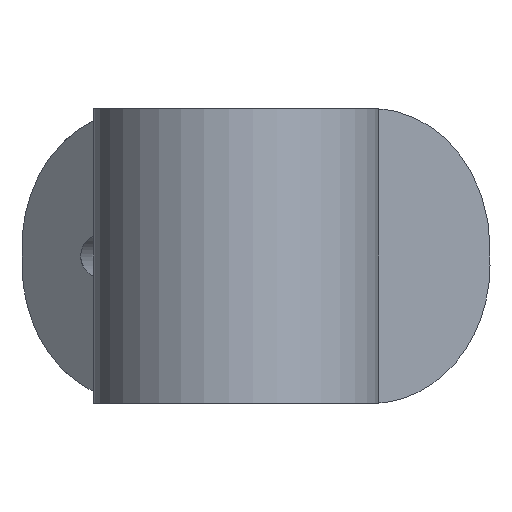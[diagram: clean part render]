
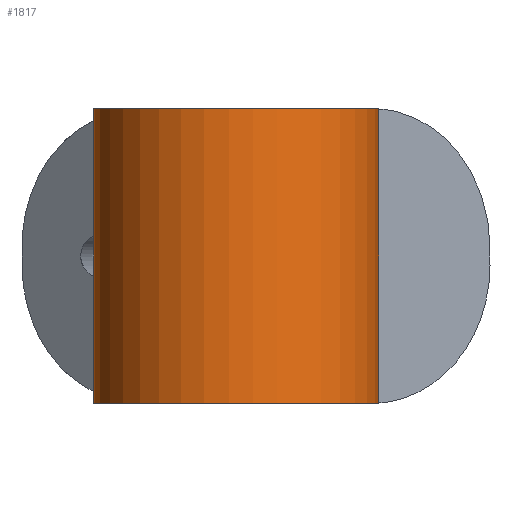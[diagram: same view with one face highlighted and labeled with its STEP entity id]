
A CAD part, front view. The second image highlights one B-rep face of the part: STEP entity #1817.
In plain terms, the highlighted cylindrical face has radius 6.2 mm (diameter 12.4 mm), a partial arc.
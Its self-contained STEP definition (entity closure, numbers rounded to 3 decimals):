
#245=FACE_OUTER_BOUND('',#354,.T.);
#354=EDGE_LOOP('',(#1214,#1215,#1216,#1217));
#469=LINE('',#2459,#579);
#471=LINE('',#2467,#581);
#579=VECTOR('',#2085,10.);
#581=VECTOR('',#2093,10.);
#691=CIRCLE('',#1952,6.2);
#692=CIRCLE('',#1953,6.2);
#737=VERTEX_POINT('',#2456);
#738=VERTEX_POINT('',#2458);
#740=VERTEX_POINT('',#2464);
#741=VERTEX_POINT('',#2466);
#920=EDGE_CURVE('',#737,#738,#469,.T.);
#923=EDGE_CURVE('',#737,#740,#691,.T.);
#924=EDGE_CURVE('',#741,#740,#471,.T.);
#925=EDGE_CURVE('',#741,#738,#692,.T.);
#1214=ORIENTED_EDGE('',*,*,#920,.F.);
#1215=ORIENTED_EDGE('',*,*,#923,.T.);
#1216=ORIENTED_EDGE('',*,*,#924,.F.);
#1217=ORIENTED_EDGE('',*,*,#925,.T.);
#1793=CYLINDRICAL_SURFACE('',#1951,6.2);
#1817=ADVANCED_FACE('',(#245),#1793,.T.);
#1951=AXIS2_PLACEMENT_3D('',#2463,#2089,#2090);
#1952=AXIS2_PLACEMENT_3D('',#2465,#2091,#2092);
#1953=AXIS2_PLACEMENT_3D('',#2468,#2094,#2095);
#2085=DIRECTION('',(0.,0.,1.));
#2089=DIRECTION('center_axis',(0.,0.,1.));
#2090=DIRECTION('ref_axis',(-0.224,-0.975,0.));
#2091=DIRECTION('center_axis',(0.,0.,1.));
#2092=DIRECTION('ref_axis',(1.,0.,0.));
#2093=DIRECTION('',(0.,0.,-1.));
#2094=DIRECTION('center_axis',(0.,0.,-1.));
#2095=DIRECTION('ref_axis',(1.,0.,0.));
#2456=CARTESIAN_POINT('',(-20.898,6.912,-6.4));
#2458=CARTESIAN_POINT('',(-20.898,6.912,6.4));
#2459=CARTESIAN_POINT('',(-20.898,6.912,0.));
#2463=CARTESIAN_POINT('Origin',(-19.916,0.79,0.));
#2464=CARTESIAN_POINT('',(-16.362,5.87,-6.4));
#2465=CARTESIAN_POINT('Origin',(-19.916,0.79,-6.4));
#2466=CARTESIAN_POINT('',(-16.362,5.87,6.4));
#2467=CARTESIAN_POINT('',(-16.362,5.87,0.));
#2468=CARTESIAN_POINT('Origin',(-19.916,0.79,6.4));
